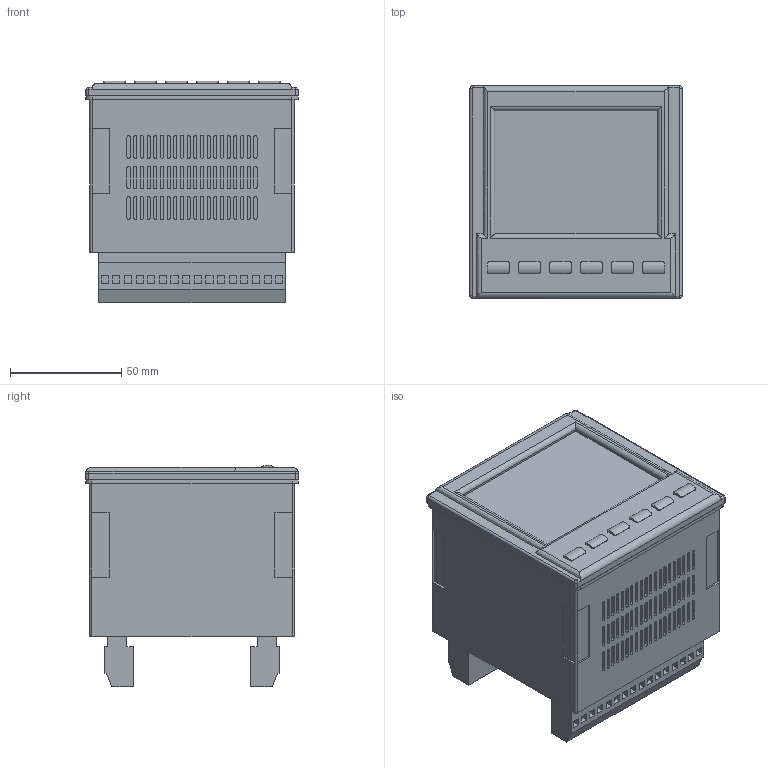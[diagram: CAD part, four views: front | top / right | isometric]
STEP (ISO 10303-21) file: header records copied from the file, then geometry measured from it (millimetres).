
FILE_DESCRIPTION((''),'2;1');
FILE_NAME('END20LRS_ASM','2022-11-16T15:04:44',('klemen.sitar'),('Audax d.o.o.'),'CREO PARAMETRIC BY PTC INC, 2021304','CREO PARAMETRIC BY PTC INC, 2021304','');
FILE_SCHEMA(('AP242_MANAGED_MODEL_BASED_3D_ENGINEERING_MIM_LF { 1 0 10303 442 1 1 4 }'));
Length unit declared in the file: millimetre
Products named in the file (7): PRT0001; PRT0002; PRT0003; PRT0004; PRT0006; PRT0007; END20LRS_ASM
Assembly tree (21 placements, depth 2):
  END20LRS_ASM
    PRT0001
    PRT0002
    PRT0003
    PRT0004
    PRT0006
    PRT0007  x16
Bounding box: 95.4 x 95.7 x 99.74 mm (x, y, z)
Volume: 666212.5 mm3; surface area: 92759.5 mm2
Topology: 43 solids, 43 shells, 1372 faces, 3318 edges, 2282 vertices
Faces by surface type: plane 912, cylinder 450, extrusion 6, bspline 4
Entity records: 51512 total; most frequent: CARTESIAN_POINT 6327, DIRECTION 6150, ORIENTED_EDGE 5428, PRESENTATION_STYLE_ASSIGNMENT 4071, STYLED_ITEM 4071, CURVE_STYLE 2926, EDGE_CURVE 2714, AXIS2_PLACEMENT_3D 2099
